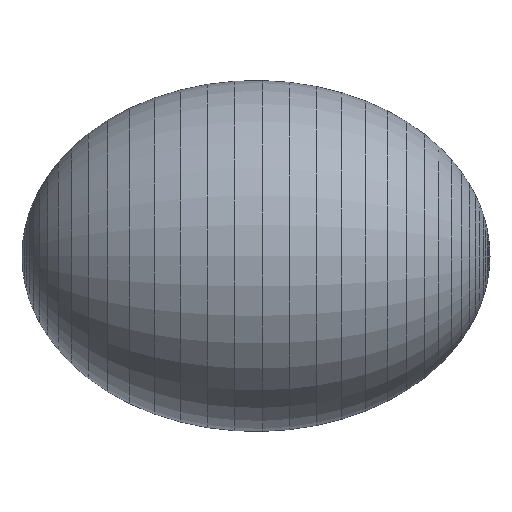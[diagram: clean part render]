
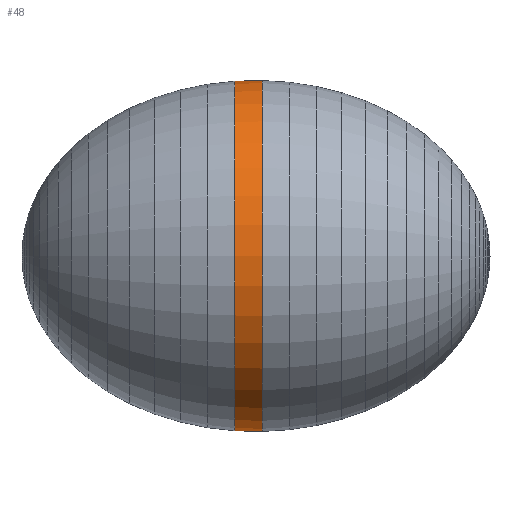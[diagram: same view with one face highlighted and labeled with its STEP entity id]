
A CAD part, top view. The second image highlights one B-rep face of the part: STEP entity #48.
In plain terms, the highlighted conical face has half-angle 1.349 degrees and reference radius 29.878 mm.
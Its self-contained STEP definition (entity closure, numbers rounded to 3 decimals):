
#48=ADVANCED_FACE('',(#130),#618,.T.);
#130=FACE_OUTER_BOUND('',#212,.F.);
#212=EDGE_LOOP('',(#356,#357,#358,#359));
#356=ORIENTED_EDGE('',*,*,#871,.F.);
#357=ORIENTED_EDGE('',*,*,#933,.F.);
#358=ORIENTED_EDGE('',*,*,#872,.T.);
#359=ORIENTED_EDGE('',*,*,#934,.T.);
#618=CONICAL_SURFACE('',#1278,29.878,0.024);
#729=LINE('',#1915,#811);
#730=LINE('',#1916,#812);
#811=VECTOR('',#1464,4.711);
#812=VECTOR('',#1465,4.711);
#871=EDGE_CURVE('',#1134,#1133,#1033,.T.);
#872=EDGE_CURVE('',#1132,#1131,#1034,.T.);
#933=EDGE_CURVE('',#1132,#1134,#729,.T.);
#934=EDGE_CURVE('',#1131,#1133,#730,.T.);
#1033=CIRCLE('',#1197,29.989);
#1034=CIRCLE('',#1198,29.878);
#1131=VERTEX_POINT('',#1789);
#1132=VERTEX_POINT('',#1790);
#1133=VERTEX_POINT('',#1791);
#1134=VERTEX_POINT('',#1792);
#1197=AXIS2_PLACEMENT_3D('',#1853,#1382,#1383);
#1198=AXIS2_PLACEMENT_3D('',#1854,#1384,#1385);
#1278=AXIS2_PLACEMENT_3D('',#2016,#1627,#1626);
#1382=DIRECTION('',(-1.,0.,0.));
#1383=DIRECTION('',(0.,-1.,0.));
#1384=DIRECTION('',(-1.,0.,0.));
#1385=DIRECTION('',(0.,-1.,0.));
#1464=DIRECTION('',(1.,-0.024,0.));
#1465=DIRECTION('',(1.,0.024,0.));
#1626=DIRECTION('',(0.,-1.,0.));
#1627=DIRECTION('',(1.,0.,0.));
#1789=CARTESIAN_POINT('',(-3.609,29.878,0.));
#1790=CARTESIAN_POINT('',(-3.609,-29.878,0.));
#1791=CARTESIAN_POINT('',(1.101,29.989,0.));
#1792=CARTESIAN_POINT('',(1.101,-29.989,0.));
#1853=CARTESIAN_POINT('',(1.101,0.,0.));
#1854=CARTESIAN_POINT('',(-3.609,0.,0.));
#1915=CARTESIAN_POINT('',(-3.609,-29.878,0.));
#1916=CARTESIAN_POINT('',(-3.609,29.878,0.));
#2016=CARTESIAN_POINT('',(-3.609,0.,0.));
